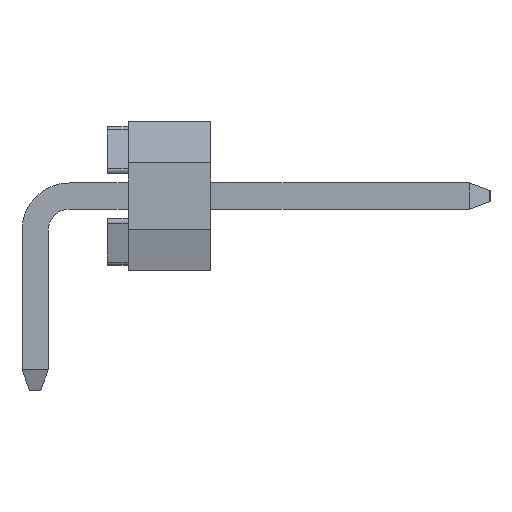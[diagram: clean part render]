
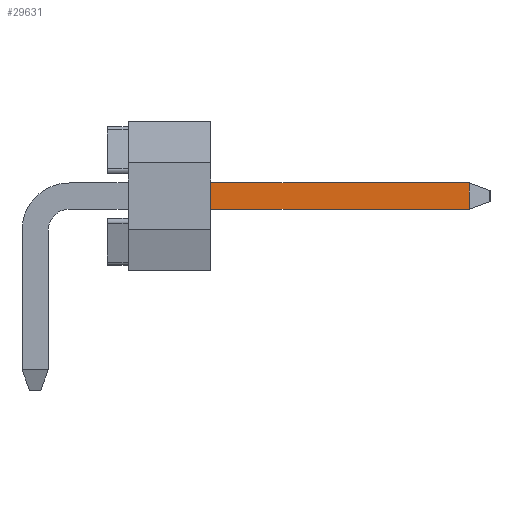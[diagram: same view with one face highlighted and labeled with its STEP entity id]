
A CAD part, left-side view. The second image highlights one B-rep face of the part: STEP entity #29631.
In plain terms, the highlighted planar face has unit normal (-1, 0, 0).
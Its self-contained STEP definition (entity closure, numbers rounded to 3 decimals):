
#5025=DIRECTION('',(0.,0.,1.));
#5026=VECTOR('',#5025,0.635);
#5027=CARTESIAN_POINT('',(-24.448,-1.,-0.318));
#5028=LINE('',#5027,#5026);
#8937=DIRECTION('',(0.,0.,1.));
#8938=VECTOR('',#8937,0.635);
#8939=CARTESIAN_POINT('',(-24.448,-7.25,-0.318));
#8940=LINE('',#8939,#8938);
#8941=DIRECTION('',(0.,1.,0.));
#8942=VECTOR('',#8941,6.25);
#8943=CARTESIAN_POINT('',(-24.448,-7.25,-0.318));
#8944=LINE('',#8943,#8942);
#8945=DIRECTION('',(0.,-1.,0.));
#8946=VECTOR('',#8945,6.25);
#8947=CARTESIAN_POINT('',(-24.448,-1.,0.318));
#8948=LINE('',#8947,#8946);
#18997=CARTESIAN_POINT('',(-24.448,-1.,-0.318));
#18998=CARTESIAN_POINT('',(-24.448,-1.,0.318));
#18999=VERTEX_POINT('',#18997);
#19000=VERTEX_POINT('',#18998);
#19010=CARTESIAN_POINT('',(-24.448,-7.25,-0.318));
#19012=VERTEX_POINT('',#19010);
#19013=CARTESIAN_POINT('',(-24.448,-7.25,0.318));
#19014=VERTEX_POINT('',#19013);
#29617=CARTESIAN_POINT('',(-24.448,0.,0.));
#29618=DIRECTION('',(1.,0.,0.));
#29619=DIRECTION('',(0.,0.,-1.));
#29620=AXIS2_PLACEMENT_3D('',#29617,#29618,#29619);
#29621=PLANE('',#29620);
#29623=ORIENTED_EDGE('',*,*,#29622,.F.);
#29625=ORIENTED_EDGE('',*,*,#29624,.T.);
#29626=ORIENTED_EDGE('',*,*,#21853,.T.);
#29628=ORIENTED_EDGE('',*,*,#29627,.T.);
#29629=EDGE_LOOP('',(#29623,#29625,#29626,#29628));
#29630=FACE_OUTER_BOUND('',#29629,.F.);
#29631=ADVANCED_FACE('',(#29630),#29621,.F.);
#21853=EDGE_CURVE('',#18999,#19000,#5028,.T.);
#29622=EDGE_CURVE('',#19012,#19014,#8940,.T.);
#29624=EDGE_CURVE('',#19012,#18999,#8944,.T.);
#29627=EDGE_CURVE('',#19000,#19014,#8948,.T.);
